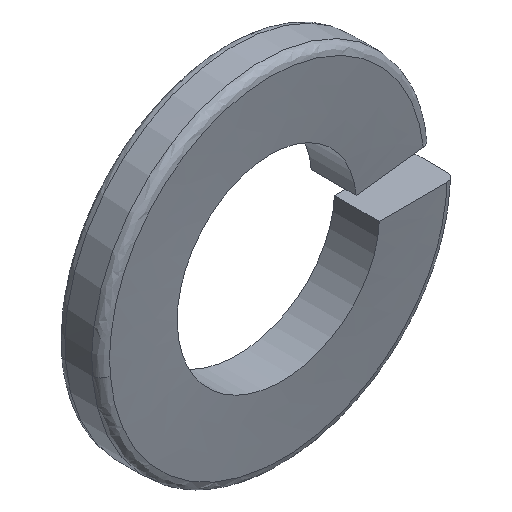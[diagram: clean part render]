
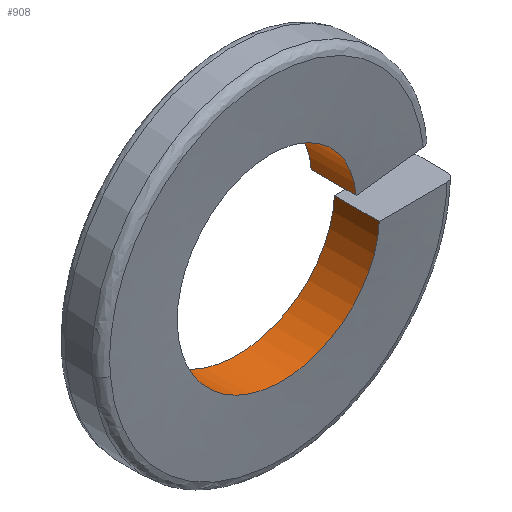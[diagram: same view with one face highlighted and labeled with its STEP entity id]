
A CAD part, isometric view. The second image highlights one B-rep face of the part: STEP entity #908.
In plain terms, the highlighted cylindrical face has radius 2.55 mm (diameter 5.1 mm), a partial arc.
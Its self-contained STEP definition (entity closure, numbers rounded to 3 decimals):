
#143=DIRECTION('',(0.,1.,0.));
#144=VECTOR('',#143,1.2);
#145=CARTESIAN_POINT('',(2.55,0.,0.));
#146=LINE('',#145,#144);
#190=CARTESIAN_POINT('',(2.55,1.2,0.));
#191=CARTESIAN_POINT('',(2.55,1.205,-0.134));
#192=CARTESIAN_POINT('',(2.529,1.215,-0.403));
#193=CARTESIAN_POINT('',(2.434,1.231,-0.796));
#194=CARTESIAN_POINT('',(2.278,1.246,-1.168));
#195=CARTESIAN_POINT('',(2.066,1.262,-1.512));
#196=CARTESIAN_POINT('',(1.803,1.277,-1.818));
#197=CARTESIAN_POINT('',(1.494,1.292,-2.079));
#198=CARTESIAN_POINT('',(1.149,1.308,-2.289));
#199=CARTESIAN_POINT('',(0.774,1.323,-2.441));
#200=CARTESIAN_POINT('',(0.381,1.338,-2.532));
#201=CARTESIAN_POINT('',(-0.022,1.354,
-2.561));
#202=CARTESIAN_POINT('',(-0.425,1.369,
-2.525));
#203=CARTESIAN_POINT('',(-0.817,1.385,
-2.427));
#204=CARTESIAN_POINT('',(-1.188,1.4,-2.268));
#205=CARTESIAN_POINT('',(-1.53,1.415,-2.053));
#206=CARTESIAN_POINT('',(-1.834,1.431,-1.787));
#207=CARTESIAN_POINT('',(-2.092,1.446,-1.476));
#208=CARTESIAN_POINT('',(-2.298,1.462,-1.129));
#209=CARTESIAN_POINT('',(-2.447,1.477,
-0.753));
#210=CARTESIAN_POINT('',(-2.535,1.492,
-0.359));
#211=CARTESIAN_POINT('',(-2.56,1.508,0.044));
#212=CARTESIAN_POINT('',(-2.521,1.523,0.447));
#213=CARTESIAN_POINT('',(-2.42,1.538,0.838));
#214=CARTESIAN_POINT('',(-2.258,1.554,1.208));
#215=CARTESIAN_POINT('',(-2.04,1.569,1.548));
#216=CARTESIAN_POINT('',(-1.771,1.585,1.85));
#217=CARTESIAN_POINT('',(-1.458,1.6,2.105));
#218=CARTESIAN_POINT('',(-1.109,1.615,2.308));
#219=CARTESIAN_POINT('',(-0.732,1.631,2.454));
#220=CARTESIAN_POINT('',(-0.337,1.646,2.538));
#221=CARTESIAN_POINT('',(0.067,1.662,2.56));
#222=CARTESIAN_POINT('',(0.469,1.677,2.517));
#223=CARTESIAN_POINT('',(0.859,1.692,2.412));
#224=CARTESIAN_POINT('',(1.227,1.708,2.247));
#225=CARTESIAN_POINT('',(1.566,1.723,2.026));
#226=CARTESIAN_POINT('',(1.865,1.738,1.755));
#227=CARTESIAN_POINT('',(2.118,1.754,1.44));
#228=CARTESIAN_POINT('',(2.318,1.769,1.089));
#229=CARTESIAN_POINT('',(2.46,1.785,0.71));
#230=CARTESIAN_POINT('',(2.514,1.795,0.447));
#231=CARTESIAN_POINT('',(2.531,1.8,0.313));
#271=CARTESIAN_POINT('',(2.55,0.,0.));
#272=CARTESIAN_POINT('',(2.55,0.005,-0.134));
#273=CARTESIAN_POINT('',(2.529,0.015,
-0.403));
#274=CARTESIAN_POINT('',(2.434,0.031,
-0.796));
#275=CARTESIAN_POINT('',(2.278,0.046,-1.168));
#276=CARTESIAN_POINT('',(2.066,0.062,-1.512));
#277=CARTESIAN_POINT('',(1.803,0.077,-1.818));
#278=CARTESIAN_POINT('',(1.494,0.092,-2.079));
#279=CARTESIAN_POINT('',(1.149,0.108,-2.289));
#280=CARTESIAN_POINT('',(0.774,0.123,
-2.441));
#281=CARTESIAN_POINT('',(0.381,0.138,
-2.532));
#282=CARTESIAN_POINT('',(-0.022,0.154,
-2.561));
#283=CARTESIAN_POINT('',(-0.425,0.169,
-2.525));
#284=CARTESIAN_POINT('',(-0.817,0.185,
-2.427));
#285=CARTESIAN_POINT('',(-1.188,0.2,-2.268));
#286=CARTESIAN_POINT('',(-1.53,0.215,
-2.053));
#287=CARTESIAN_POINT('',(-1.834,0.231,
-1.787));
#288=CARTESIAN_POINT('',(-2.092,0.246,
-1.476));
#289=CARTESIAN_POINT('',(-2.298,0.262,
-1.129));
#290=CARTESIAN_POINT('',(-2.447,0.277,
-0.753));
#291=CARTESIAN_POINT('',(-2.535,0.292,
-0.359));
#292=CARTESIAN_POINT('',(-2.56,0.308,
0.044));
#293=CARTESIAN_POINT('',(-2.521,0.323,
0.447));
#294=CARTESIAN_POINT('',(-2.42,0.338,
0.838));
#295=CARTESIAN_POINT('',(-2.258,0.354,1.208));
#296=CARTESIAN_POINT('',(-2.04,0.369,1.548));
#297=CARTESIAN_POINT('',(-1.771,0.385,1.85));
#298=CARTESIAN_POINT('',(-1.458,0.4,2.105));
#299=CARTESIAN_POINT('',(-1.109,0.415,2.308));
#300=CARTESIAN_POINT('',(-0.732,0.431,
2.454));
#301=CARTESIAN_POINT('',(-0.337,0.446,
2.538));
#302=CARTESIAN_POINT('',(0.067,0.462,2.56));
#303=CARTESIAN_POINT('',(0.469,0.477,2.517));
#304=CARTESIAN_POINT('',(0.859,0.492,2.412));
#305=CARTESIAN_POINT('',(1.227,0.508,2.247));
#306=CARTESIAN_POINT('',(1.566,0.523,2.026));
#307=CARTESIAN_POINT('',(1.865,0.538,1.755));
#308=CARTESIAN_POINT('',(2.118,0.554,1.44));
#309=CARTESIAN_POINT('',(2.318,0.569,1.089));
#310=CARTESIAN_POINT('',(2.46,0.585,0.71));
#311=CARTESIAN_POINT('',(2.514,0.595,0.447));
#312=CARTESIAN_POINT('',(2.531,0.6,0.313));
#565=DIRECTION('',(0.,1.,0.));
#566=VECTOR('',#565,1.2);
#567=CARTESIAN_POINT('',(2.531,0.6,0.313));
#568=LINE('',#567,#566);
#592=CARTESIAN_POINT('',(2.55,0.,0.));
#593=CARTESIAN_POINT('',(2.55,1.2,0.));
#594=VERTEX_POINT('',#592);
#595=VERTEX_POINT('',#593);
#596=CARTESIAN_POINT('',(2.531,0.6,0.313));
#597=CARTESIAN_POINT('',(2.531,1.8,0.313));
#598=VERTEX_POINT('',#596);
#599=VERTEX_POINT('',#597);
#895=CARTESIAN_POINT('',(0.,0.,0.));
#896=DIRECTION('',(0.,1.,0.));
#897=DIRECTION('',(1.,0.,0.));
#898=AXIS2_PLACEMENT_3D('',#895,#896,#897);
#899=CYLINDRICAL_SURFACE('',#898,2.55);
#900=ORIENTED_EDGE('',*,*,#625,.F.);
#902=ORIENTED_EDGE('',*,*,#901,.T.);
#904=ORIENTED_EDGE('',*,*,#903,.T.);
#905=ORIENTED_EDGE('',*,*,#886,.F.);
#906=EDGE_LOOP('',(#900,#902,#904,#905));
#907=FACE_OUTER_BOUND('',#906,.F.);
#232=B_SPLINE_CURVE_WITH_KNOTS('',3,(#190,#191,#192,#193,#194,#195,#196,#197,
#198,#199,#200,#201,#202,#203,#204,#205,#206,#207,#208,#209,#210,#211,#212,#213,
#214,#215,#216,#217,#218,#219,#220,#221,#222,#223,#224,#225,#226,#227,#228,#229,
#230,#231),.UNSPECIFIED.,.F.,.F.,(4,1,1,1,1,1,1,1,1,1,1,1,1,1,1,1,1,1,1,1,1,1,1,
1,1,1,1,1,1,1,1,1,1,1,1,1,1,1,1,4),(0.,0.026,0.051,
0.077,0.103,0.128,0.154,
0.179,0.205,0.231,0.256,
0.282,0.308,0.333,0.359,
0.385,0.41,0.436,0.462,
0.487,0.513,0.538,0.564,
0.59,0.615,0.641,0.667,
0.692,0.718,0.744,0.769,
0.795,0.821,0.846,0.872,
0.897,0.923,0.949,0.974,1.),
.UNSPECIFIED.);
#313=B_SPLINE_CURVE_WITH_KNOTS('',3,(#271,#272,#273,#274,#275,#276,#277,#278,
#279,#280,#281,#282,#283,#284,#285,#286,#287,#288,#289,#290,#291,#292,#293,#294,
#295,#296,#297,#298,#299,#300,#301,#302,#303,#304,#305,#306,#307,#308,#309,#310,
#311,#312),.UNSPECIFIED.,.F.,.F.,(4,1,1,1,1,1,1,1,1,1,1,1,1,1,1,1,1,1,1,1,1,1,1,
1,1,1,1,1,1,1,1,1,1,1,1,1,1,1,1,4),(0.,0.026,0.051,
0.077,0.103,0.128,0.154,
0.179,0.205,0.231,0.256,
0.282,0.308,0.333,0.359,
0.385,0.41,0.436,0.462,
0.487,0.513,0.538,0.564,
0.59,0.615,0.641,0.667,
0.692,0.718,0.744,0.769,
0.795,0.821,0.846,0.872,
0.897,0.923,0.949,0.974,1.),
.UNSPECIFIED.);
#625=EDGE_CURVE('',#594,#595,#146,.T.);
#886=EDGE_CURVE('',#595,#599,#232,.T.);
#901=EDGE_CURVE('',#594,#598,#313,.T.);
#903=EDGE_CURVE('',#598,#599,#568,.T.);
#908=ADVANCED_FACE('',(#907),#899,.F.);
